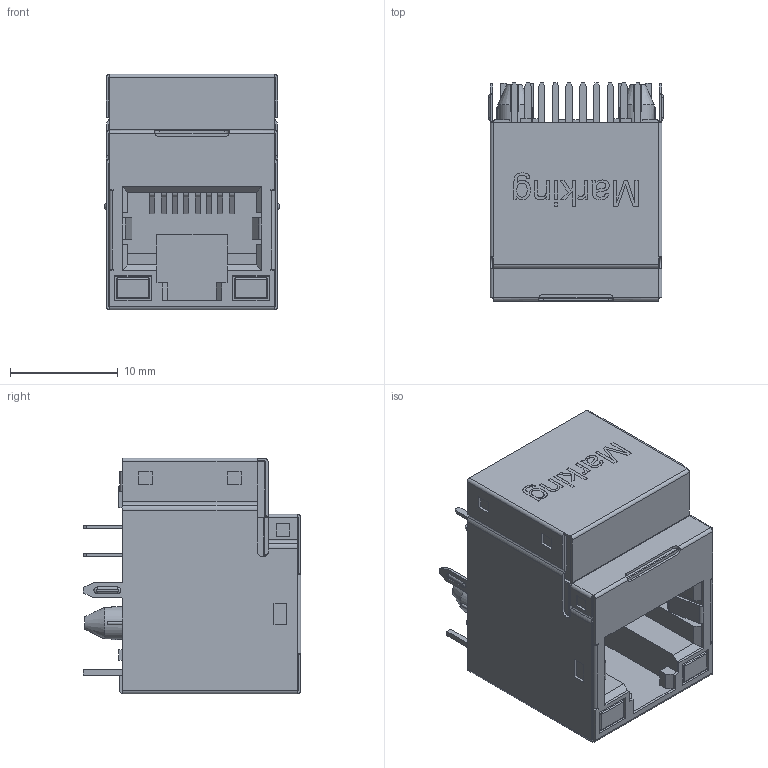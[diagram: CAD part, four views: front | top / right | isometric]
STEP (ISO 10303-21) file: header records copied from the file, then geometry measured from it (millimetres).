
FILE_DESCRIPTION(/* description */ ('Unknown'),/* implementation_level */ '2;1');
FILE_NAME(/* name */ '7499110120A',/* time_stamp */ '2016-02-25T08:05:50+01:00',/* author */ ('Unknown'),/* organization */ ('Unknown'),/* preprocessor_version */ 'ST-DEVELOPER v16.7',/* originating_system */ 'DEX',/* authorisation */ $);
FILE_SCHEMA (('AUTOMOTIVE_DESIGN {1 0 10303 214 3 1 1}'));
Length unit declared in the file: millimetre
Products named in the file (3): 7499110120A; Shielding; Insulator
Assembly tree (2 placements, depth 2):
  7499110120A
    Shielding
    Insulator
Bounding box: 16.2 x 20.2 x 21.84 mm (x, y, z)
Volume: 4330.6 mm3; surface area: 6050.8 mm2
Topology: 4 solids, 4 shells, 743 faces, 1972 edges, 1256 vertices
Faces by surface type: plane 520, cylinder 169, sphere 22, bspline 18, torus 10, cone 4
Full cylindrical faces by diameter (mm): 3.05 x2
Entity records: 28992 total; most frequent: CARTESIAN_POINT 5657, ORIENTED_EDGE 3890, DIRECTION 3621, EDGE_CURVE 1945, LINE 1453, VECTOR 1453, VERTEX_POINT 1254, AXIS2_PLACEMENT_3D 1084
